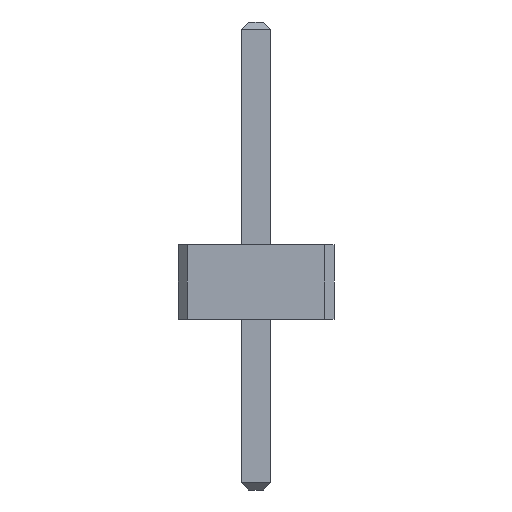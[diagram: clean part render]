
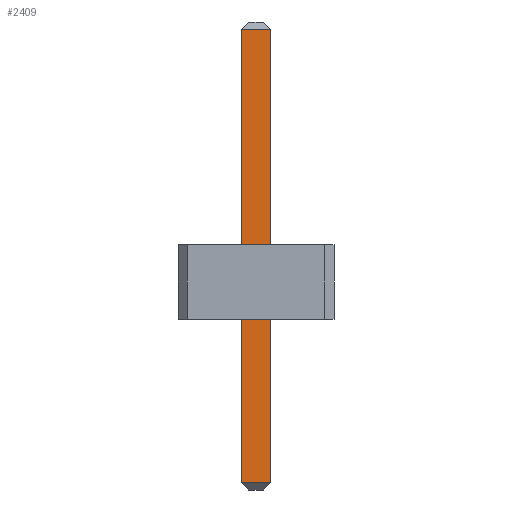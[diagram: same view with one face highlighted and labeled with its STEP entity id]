
A CAD part, front view. The second image highlights one B-rep face of the part: STEP entity #2409.
In plain terms, the highlighted planar face has unit normal (0, -1, 0).
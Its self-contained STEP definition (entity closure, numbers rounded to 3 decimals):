
#13=DIRECTION('',(0.,0.,1.));
#27=VECTOR('',#13,1.);
#67=DIRECTION('',(1.,0.,0.));
#1124=VECTOR('',#67,1.);
#1135=DIRECTION('',(0.,1.,0.));
#2386=EDGE_CURVE('',#2387,#2389,#2391,.T.);
#2387=VERTEX_POINT('',#2388);
#2388=CARTESIAN_POINT('',(-0.2,-23.06,-2.2));
#2389=VERTEX_POINT('',#2390);
#2390=CARTESIAN_POINT('',(-0.2,-23.06,3.9));
#2391=LINE('',#2392,#27);
#2392=CARTESIAN_POINT('',(-0.2,-23.06,-2.3));
#2409=ADVANCED_FACE('',(#2410),#2427,.F.);
#2410=FACE_BOUND('',#2411,.F.);
#2411=EDGE_LOOP('',(#2412,#2420,#2423,#2424));
#2412=ORIENTED_EDGE('',*,*,#2413,.F.);
#2413=EDGE_CURVE('',#2414,#2416,#2418,.T.);
#2414=VERTEX_POINT('',#2415);
#2415=CARTESIAN_POINT('',(0.2,-23.06,-2.2));
#2416=VERTEX_POINT('',#2417);
#2417=CARTESIAN_POINT('',(0.2,-23.06,3.9));
#2418=LINE('',#2419,#27);
#2419=CARTESIAN_POINT('',(0.2,-23.06,-2.3));
#2420=ORIENTED_EDGE('',*,*,#2421,.F.);
#2421=EDGE_CURVE('',#2387,#2414,#2422,.T.);
#2422=LINE('',#2388,#1124);
#2423=ORIENTED_EDGE('',*,*,#2386,.T.);
#2424=ORIENTED_EDGE('',*,*,#2425,.T.);
#2425=EDGE_CURVE('',#2389,#2416,#2426,.T.);
#2426=LINE('',#2390,#1124);
#2427=PLANE('',#2428);
#2428=AXIS2_PLACEMENT_3D('',#2392,#1135,#13);
